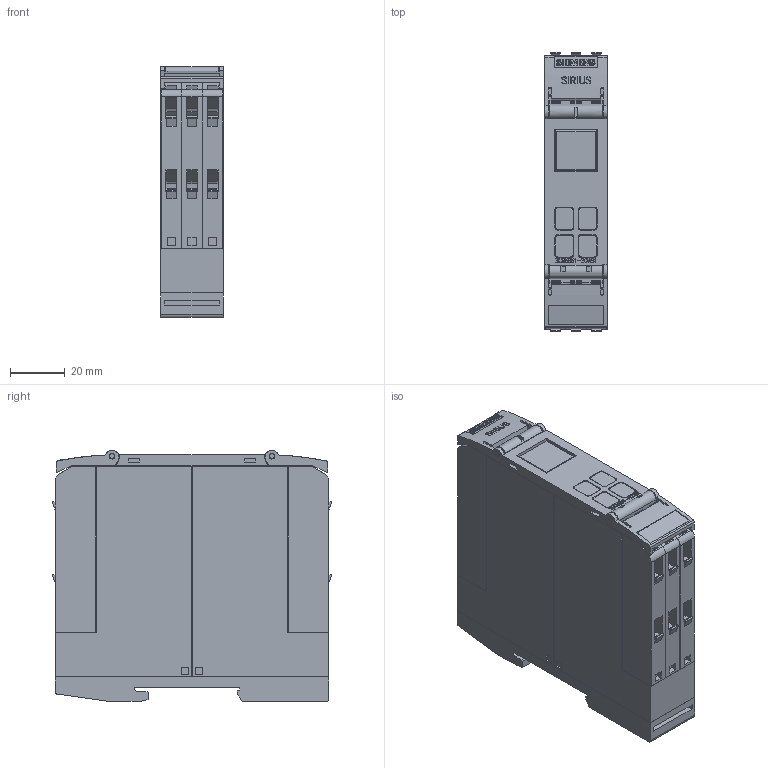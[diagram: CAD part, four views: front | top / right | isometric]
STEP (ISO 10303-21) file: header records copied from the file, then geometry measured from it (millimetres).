
FILE_DESCRIPTION(('STEP AP214'),'1');
FILE_NAME('cctmp_6FF81E05-9C58-4760-88E2-98F5102FA108_2024_05_27_11_13_27_0526..stp','2024-05-27T09:13:28',('SIEMENS A&D'),('CADClick - www.CADClick.com'),'Spatial InterOp 3D',' ','unknown authorization');
FILE_SCHEMA(('AUTOMOTIVE_DESIGN'));
Length unit declared in the file: millimetre
Products named in the file (1): 3UG5651-2CW31
Bounding box: 22.8 x 101.96 x 91.6 mm (x, y, z)
Volume: 188995.7 mm3; surface area: 52830.9 mm2
Topology: 1 solids, 1 shells, 1732 faces, 4924 edges, 3268 vertices
Faces by surface type: plane 1471, cylinder 245, torus 16
Entity records: 70161 total; most frequent: CARTESIAN_POINT 10593, ORIENTED_EDGE 9832, DIRECTION 8953, EDGE_CURVE 4916, LINE 4253, VECTOR 4253, VERTEX_POINT 3268, AXIS2_PLACEMENT_3D 2350
